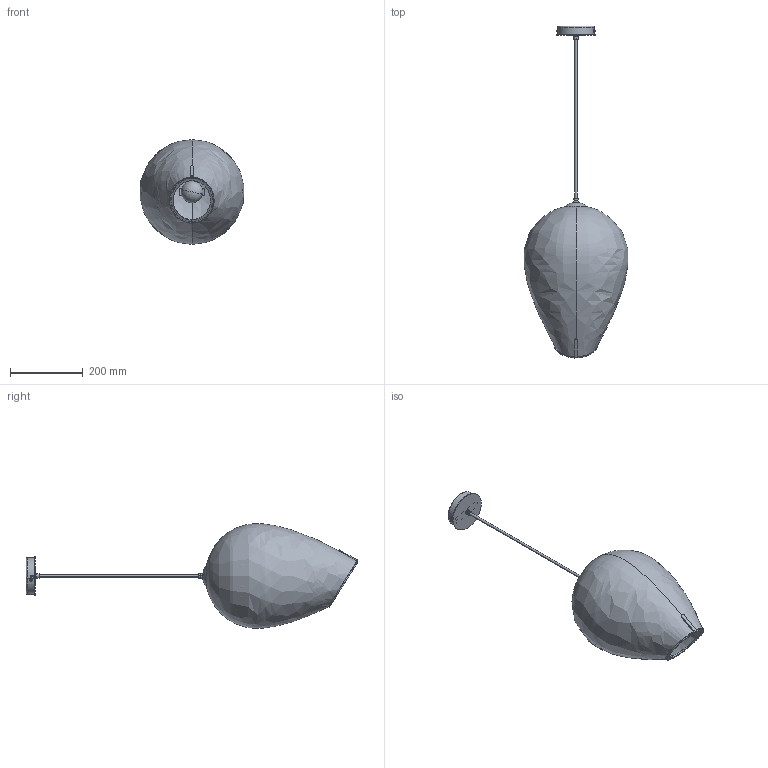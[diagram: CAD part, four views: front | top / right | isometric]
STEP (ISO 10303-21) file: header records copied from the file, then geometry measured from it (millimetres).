
FILE_DESCRIPTION (( 'STEP AP214' ), '1' );
FILE_NAME ('EQILIBRIO_SOSP_MEDIA_3D.STEP', '2023-07-04T06:59:44', ( '' ), ( '' ), 'SwSTEP 2.0', 'SolidWorks 2014', '' );
FILE_SCHEMA (( 'AUTOMOTIVE_DESIGN' ));
Length unit declared in the file: millimetre
Products named in the file (35): vite tc m3x12 croce; PTL_E27_EMC_COLOSIO_CERAMICO; CAVO; 001PS_004; LAMP E27; BOA_100_ASSIEME_alimentazione; 048PXS_001; 001PM_001; BLOCCACAVO STEAB ART 5100; AVS_STAFFA_SUPPORTO_ART_1716; 048PXS_002.SLDDRW; EQILIBRIO_SOSP_MEDIA_3D; 065PS_004; rondella dentellata d 3; AVS_302A; 048PXS_003.SLDDRW; 065PM_002
Assembly tree (19 placements, depth 3):
  vite tc m3x12 croce
  vite tc m3x12 croce
  BLOCCACAVO STEAB ART 5100
  PTL_E27_EMC_COLOSIO_CERAMICO
  EQILIBRIO_SOSP_MEDIA_3D
    001PM_001
    065PM_002
    BOA_100_ASSIEME_alimentazione
      048PXS_002.SLDDRW
      vite tc m3x12 croce  x2
      rondella dentellata d 3  x2
      048PXS_001
      AVS_STAFFA_SUPPORTO_ART_1716
      BLOCCACAVO STEAB ART 5100
      048PXS_003.SLDDRW
      CAVO
    PTL_E27_EMC_COLOSIO_CERAMICO
    065PS_004
    AVS_302A
    LAMP E27
    001PS_004
    048PXS_003.SLDDRW
Bounding box: 286.59 x 915.3 x 288.48 mm (x, y, z)
Volume: 1176558 mm3; surface area: 728117.2 mm2
Topology: 18 solids, 18 shells, 518 faces, 1293 edges, 814 vertices
Faces by surface type: plane 275, cylinder 157, cone 40, torus 23, bspline 15, sphere 8
Entity records: 15238 total; most frequent: CARTESIAN_POINT 4711, DIRECTION 2029, ORIENTED_EDGE 1948, EDGE_CURVE 974, AXIS2_PLACEMENT_3D 759, VERTEX_POINT 608, LINE 511, VECTOR 511
